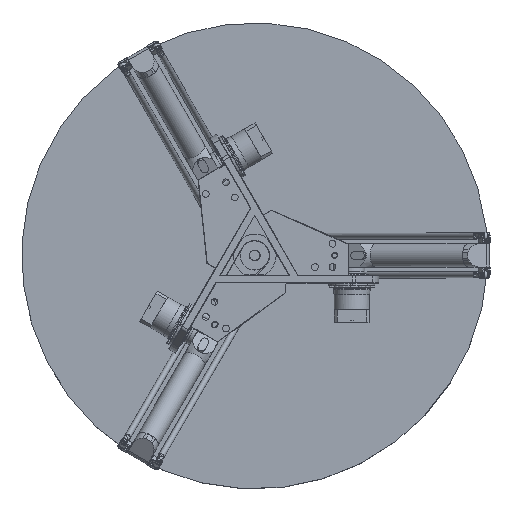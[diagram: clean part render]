
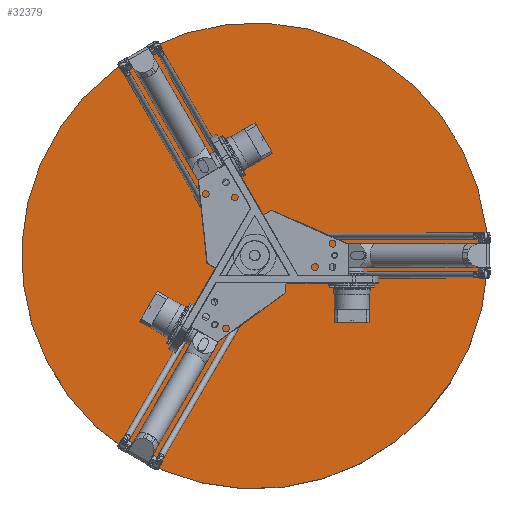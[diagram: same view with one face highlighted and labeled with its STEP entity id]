
A CAD part, top view. The second image highlights one B-rep face of the part: STEP entity #32379.
In plain terms, the highlighted face is planar.
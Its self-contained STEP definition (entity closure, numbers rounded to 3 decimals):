
#3347=CIRCLE('',#35908,600.);
#5871=FACE_OUTER_BOUND('',#8485,.T.);
#8485=EDGE_LOOP('',(#29339));
#16565=VERTEX_POINT('',#63399);
#20823=EDGE_CURVE('',#16565,#16565,#3347,.T.);
#29339=ORIENTED_EDGE('',*,*,#20823,.T.);
#30408=PLANE('',#35909);
#32379=ADVANCED_FACE('',(#5871),#30408,.T.);
#35908=AXIS2_PLACEMENT_3D('',#63400,#45100,#45101);
#35909=AXIS2_PLACEMENT_3D('',#63401,#45102,#45103);
#45100=DIRECTION('center_axis',(0.,1.,0.));
#45101=DIRECTION('ref_axis',(-1.,0.,0.));
#45102=DIRECTION('center_axis',(0.,1.,0.));
#45103=DIRECTION('ref_axis',(0.,0.,1.));
#63399=CARTESIAN_POINT('',(-600.,200.,0.));
#63400=CARTESIAN_POINT('Origin',(0.,200.,0.));
#63401=CARTESIAN_POINT('Origin',(-300.,200.,0.));
